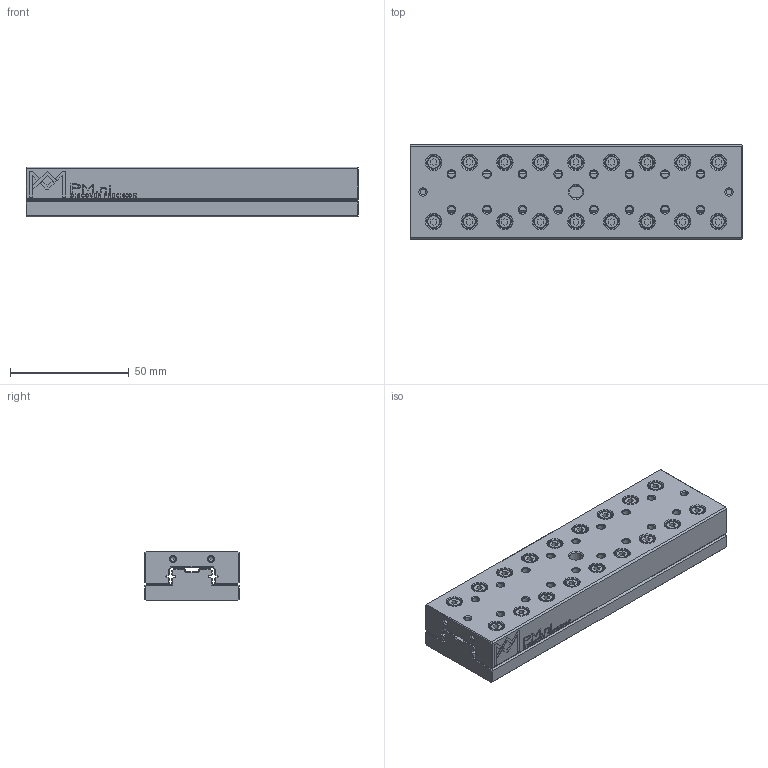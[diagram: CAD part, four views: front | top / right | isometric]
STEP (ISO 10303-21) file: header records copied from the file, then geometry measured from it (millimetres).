
FILE_DESCRIPTION(/* description */ (''),/* implementation_level */ '2;1');
FILE_NAME(/* name */ 'RTA-2135.stp',/* time_stamp */ '2024-09-11T09:26:17+02:00',/* author */ (''),/* organization */ (''),/* preprocessor_version */ 'ST-DEVELOPER v16.7',/* originating_system */ 'SIEMENS PLM Software NX 12.0',/* authorisation */ '');
FILE_SCHEMA (('AUTOMOTIVE_DESIGN { 1 0 10303 214 3 1 1 1 }'));
Length unit declared in the file: millimetre
Products named in the file (1): RTA-2135_stp
Bounding box: 140 x 40 x 21 mm (x, y, z)
Volume: 108494.7 mm3; surface area: 39801.2 mm2
Topology: 2 solids, 2 shells, 1371 faces, 3359 edges, 2174 vertices
Faces by surface type: plane 940, bspline 180, cone 131, cylinder 120
Full cylindrical faces by diameter (mm): 2 x4, 2.5 x11, 3 x16, 3.8 x6, 5.5 x37, 6.3 x40
Entity records: 43380 total; most frequent: CARTESIAN_POINT 9082, ORIENTED_EDGE 6166, DIRECTION 5490, EDGE_CURVE 3083, LINE 2340, VECTOR 2340, VERTEX_POINT 2143, EDGE_LOOP 1840
